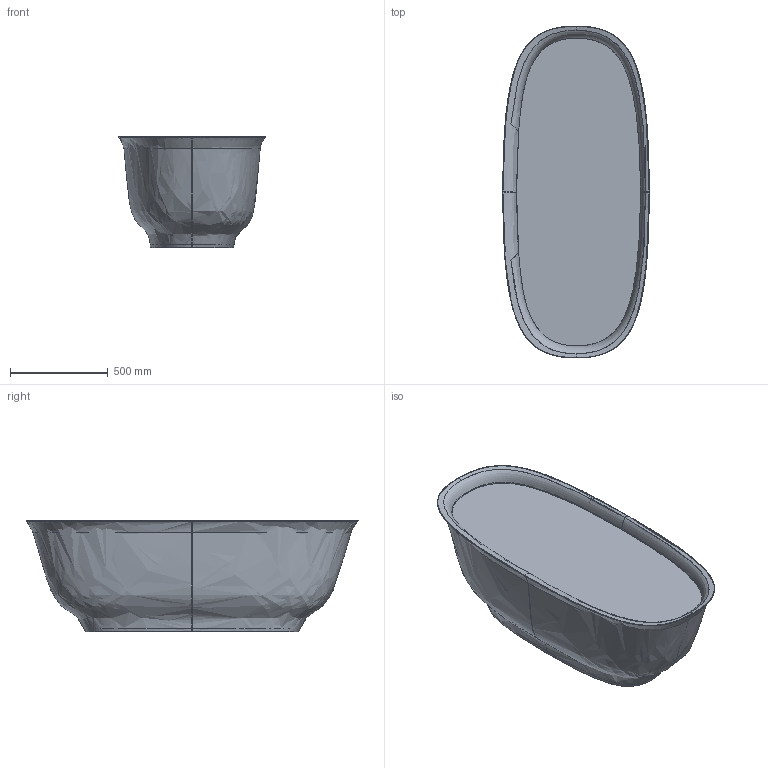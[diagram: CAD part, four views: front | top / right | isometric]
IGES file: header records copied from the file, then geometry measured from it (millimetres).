
Global section: file name: WAVE 3.igs; native system: NX V8.5; preprocessor: SIEMENS PLM Software NX 8.5; date: 20161025.092058; units: millimetre
Bounding box: 750 x 1700.02 x 570 mm (x, y, z)
Surface area: 25164399.4 mm2 (no closed solid volume)
Topology: 0 solids, 8 shells, 204 faces, 25301 edges, 30944 vertices
Faces by surface type: bspline 204
